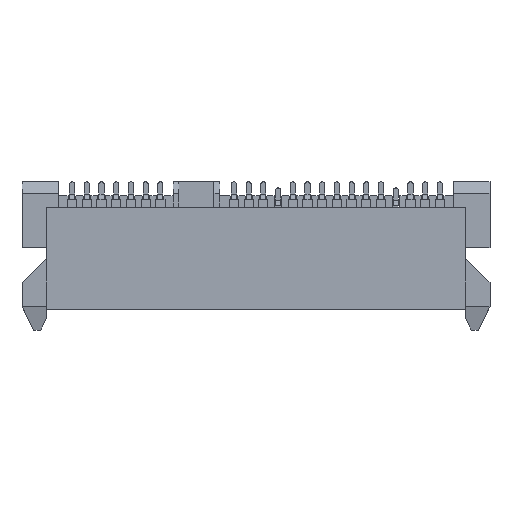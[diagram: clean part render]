
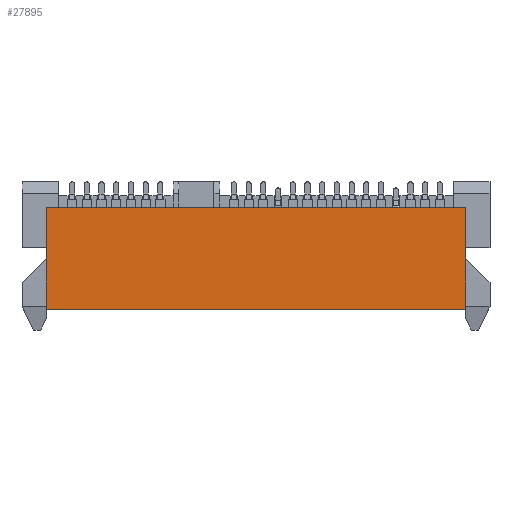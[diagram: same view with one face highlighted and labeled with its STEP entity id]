
A CAD part, top view. The second image highlights one B-rep face of the part: STEP entity #27895.
In plain terms, the highlighted planar face has unit normal (0, 0, 1).
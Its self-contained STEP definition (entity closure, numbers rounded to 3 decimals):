
#2293=DIRECTION('',(1.,0.,0.));
#2294=VECTOR('',#2293,36.2);
#2295=CARTESIAN_POINT('',(-18.1,3.5,4.2));
#2296=LINE('',#2295,#2294);
#6736=DIRECTION('',(0.,1.,0.));
#6737=VECTOR('',#6736,8.8);
#6738=CARTESIAN_POINT('',(-18.1,-5.3,4.2));
#6739=LINE('',#6738,#6737);
#6740=DIRECTION('',(0.,-1.,0.));
#6741=VECTOR('',#6740,8.8);
#6742=CARTESIAN_POINT('',(18.1,3.5,4.2));
#6743=LINE('',#6742,#6741);
#6744=DIRECTION('',(-1.,0.,0.));
#6745=VECTOR('',#6744,36.2);
#6746=CARTESIAN_POINT('',(18.1,-5.3,4.2));
#6747=LINE('',#6746,#6745);
#16425=CARTESIAN_POINT('',(18.1,-5.3,4.2));
#16426=CARTESIAN_POINT('',(-18.1,-5.3,4.2));
#16427=VERTEX_POINT('',#16425);
#16428=VERTEX_POINT('',#16426);
#16505=CARTESIAN_POINT('',(-18.1,3.5,4.2));
#16506=CARTESIAN_POINT('',(18.1,3.5,4.2));
#16507=VERTEX_POINT('',#16505);
#16508=VERTEX_POINT('',#16506);
#27884=CARTESIAN_POINT('',(18.1,0.,4.2));
#27885=DIRECTION('',(0.,0.,1.));
#27886=DIRECTION('',(-1.,0.,0.));
#27887=AXIS2_PLACEMENT_3D('',#27884,#27885,#27886);
#27888=PLANE('',#27887);
#27889=ORIENTED_EDGE('',*,*,#26472,.T.);
#27890=ORIENTED_EDGE('',*,*,#23124,.T.);
#27891=ORIENTED_EDGE('',*,*,#24627,.T.);
#27892=ORIENTED_EDGE('',*,*,#24555,.T.);
#27893=EDGE_LOOP('',(#27889,#27890,#27891,#27892));
#27894=FACE_OUTER_BOUND('',#27893,.F.);
#23124=EDGE_CURVE('',#16507,#16508,#2296,.T.);
#24555=EDGE_CURVE('',#16427,#16428,#6747,.T.);
#24627=EDGE_CURVE('',#16508,#16427,#6743,.T.);
#26472=EDGE_CURVE('',#16428,#16507,#6739,.T.);
#27895=ADVANCED_FACE('',(#27894),#27888,.T.);
